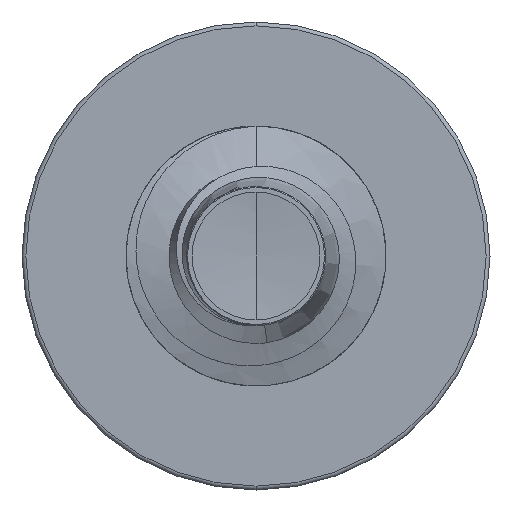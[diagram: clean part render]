
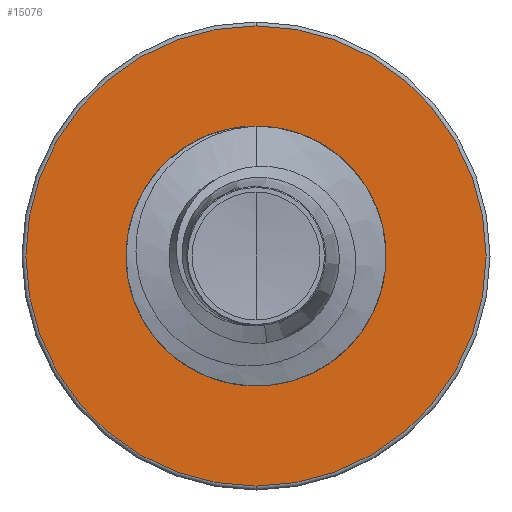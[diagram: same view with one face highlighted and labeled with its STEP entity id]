
A CAD part, front view. The second image highlights one B-rep face of the part: STEP entity #15076.
In plain terms, the highlighted planar face has unit normal (0, -1, 0).
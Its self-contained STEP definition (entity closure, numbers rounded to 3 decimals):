
#165 = CARTESIAN_POINT ( 'NONE',  ( 0., 15., 0. ) ) ;
#941 = DIRECTION ( 'NONE',  ( 0., 0., 1. ) ) ;
#1428 = FACE_OUTER_BOUND ( 'NONE', #11533, .T. ) ;
#1802 = DIRECTION ( 'NONE',  ( 0., 0., 1. ) ) ;
#2231 = CARTESIAN_POINT ( 'NONE',  ( 0., 15., -2.842 ) ) ;
#2736 = AXIS2_PLACEMENT_3D ( 'NONE', #2231, #6964, #15311 ) ;
#3373 = DIRECTION ( 'NONE',  ( 0., 1., 0. ) ) ;
#3738 = CIRCLE ( 'NONE', #5232, 2.842 ) ;
#4006 = CIRCLE ( 'NONE', #7063, 5.31 ) ;
#4286 = AXIS2_PLACEMENT_3D ( 'NONE', #4860, #13966, #6392 ) ;
#4673 = VERTEX_POINT ( 'NONE', #10427 ) ;
#4693 = ORIENTED_EDGE ( 'NONE', *, *, #11963, .F. ) ;
#4860 = CARTESIAN_POINT ( 'NONE',  ( 0., 15., 0. ) ) ;
#5232 = AXIS2_PLACEMENT_3D ( 'NONE', #165, #10720, #1802 ) ;
#5274 = VERTEX_POINT ( 'NONE', #10813 ) ;
#5439 = AXIS2_PLACEMENT_3D ( 'NONE', #11834, #3373, #12976 ) ;
#6392 = DIRECTION ( 'NONE',  ( 0., 0., 1. ) ) ;
#6964 = DIRECTION ( 'NONE',  ( 0., 1., 0. ) ) ;
#7063 = AXIS2_PLACEMENT_3D ( 'NONE', #16456, #10022, #941 ) ;
#7945 = CARTESIAN_POINT ( 'NONE',  ( 0., 15., 5.31 ) ) ;
#8530 = VERTEX_POINT ( 'NONE', #15204 ) ;
#10022 = DIRECTION ( 'NONE',  ( 0., 1., 0. ) ) ;
#10427 = CARTESIAN_POINT ( 'NONE',  ( 0., 15., -5.31 ) ) ;
#10720 = DIRECTION ( 'NONE',  ( 0., 1., 0. ) ) ;
#10813 = CARTESIAN_POINT ( 'NONE',  ( 0., 15., 2.842 ) ) ;
#11025 = PLANE ( 'NONE',  #2736 ) ;
#11139 = CIRCLE ( 'NONE', #4286, 5.31 ) ;
#11280 = ORIENTED_EDGE ( 'NONE', *, *, #14364, .F. ) ;
#11533 = EDGE_LOOP ( 'NONE', ( #4693, #11280 ) ) ;
#11729 = EDGE_LOOP ( 'NONE', ( #14259, #15465 ) ) ;
#11834 = CARTESIAN_POINT ( 'NONE',  ( 0., 15., 0. ) ) ;
#11963 = EDGE_CURVE ( 'NONE', #12473, #4673, #4006, .T. ) ;
#12473 = VERTEX_POINT ( 'NONE', #7945 ) ;
#12724 = FACE_BOUND ( 'NONE', #11729, .T. ) ;
#12976 = DIRECTION ( 'NONE',  ( 0., 0., 1. ) ) ;
#13354 = EDGE_CURVE ( 'NONE', #8530, #5274, #16213, .T. ) ;
#13421 = EDGE_CURVE ( 'NONE', #5274, #8530, #3738, .T. ) ;
#13966 = DIRECTION ( 'NONE',  ( 0., 1., 0. ) ) ;
#14259 = ORIENTED_EDGE ( 'NONE', *, *, #13421, .T. ) ;
#14364 = EDGE_CURVE ( 'NONE', #4673, #12473, #11139, .T. ) ;
#15076 = ADVANCED_FACE ( 'NONE', ( #1428, #12724 ), #11025, .F. ) ;
#15204 = CARTESIAN_POINT ( 'NONE',  ( 0., 15., -2.842 ) ) ;
#15311 = DIRECTION ( 'NONE',  ( 0., 0., 1. ) ) ;
#15465 = ORIENTED_EDGE ( 'NONE', *, *, #13354, .T. ) ;
#16213 = CIRCLE ( 'NONE', #5439, 2.842 ) ;
#16456 = CARTESIAN_POINT ( 'NONE',  ( 0., 15., 0. ) ) ;
